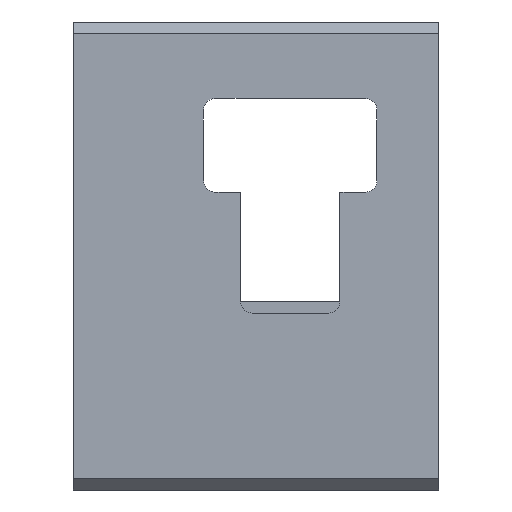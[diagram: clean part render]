
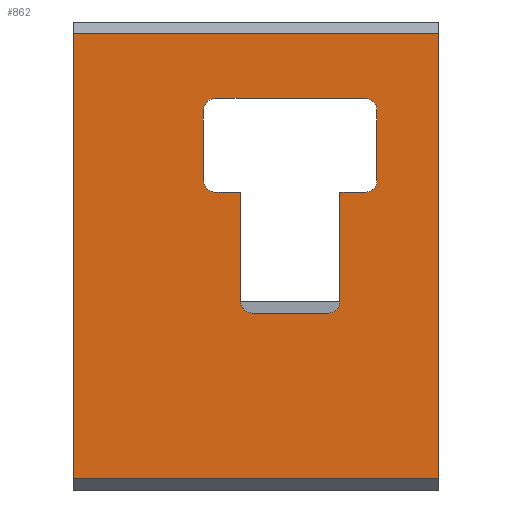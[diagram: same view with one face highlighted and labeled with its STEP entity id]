
A CAD part, left-side view. The second image highlights one B-rep face of the part: STEP entity #862.
In plain terms, the highlighted planar face has unit normal (-1, 0, 0).
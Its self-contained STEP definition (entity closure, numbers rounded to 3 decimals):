
#1 = CARTESIAN_POINT ( 'NONE',  ( 0., -4.825, 15.5 ) ) ;
#15 = AXIS2_PLACEMENT_3D ( 'NONE', #1318, #242, #1025 ) ;
#25 = CARTESIAN_POINT ( 'NONE',  ( 0., -13., 1. ) ) ;
#26 = VERTEX_POINT ( 'NONE', #1745 ) ;
#32 = CARTESIAN_POINT ( 'NONE',  ( 0., -7.6, 33.3 ) ) ;
#37 = EDGE_CURVE ( 'NONE', #91, #1753, #730, .T. ) ;
#42 = VERTEX_POINT ( 'NONE', #1590 ) ;
#44 = DIRECTION ( 'NONE',  ( 1., 0., 0. ) ) ;
#52 = DIRECTION ( 'NONE',  ( 0., -1., 0. ) ) ;
#66 = VECTOR ( 'NONE', #1905, 1000. ) ;
#67 = DIRECTION ( 'NONE',  ( 0., 0., -1. ) ) ;
#91 = VERTEX_POINT ( 'NONE', #123 ) ;
#95 = EDGE_CURVE ( 'NONE', #42, #987, #528, .T. ) ;
#107 = AXIS2_PLACEMENT_3D ( 'NONE', #588, #1071, #423 ) ;
#123 = CARTESIAN_POINT ( 'NONE',  ( 0., -13., 1. ) ) ;
#126 = VECTOR ( 'NONE', #1894, 1000. ) ;
#127 = ORIENTED_EDGE ( 'NONE', *, *, #1047, .T. ) ;
#135 = FACE_OUTER_BOUND ( 'NONE', #171, .T. ) ;
#141 = EDGE_CURVE ( 'NONE', #1399, #1322, #1146, .T. ) ;
#171 = EDGE_LOOP ( 'NONE', ( #1351, #999, #1947, #258 ) ) ;
#172 = ORIENTED_EDGE ( 'NONE', *, *, #141, .T. ) ;
#195 = CARTESIAN_POINT ( 'NONE',  ( 0., -4.35, 28.25 ) ) ;
#203 = LINE ( 'NONE', #605, #1411 ) ;
#205 = DIRECTION ( 'NONE',  ( 0., 0., 1. ) ) ;
#210 = DIRECTION ( 'NONE',  ( 0., 0., -1. ) ) ;
#240 = VERTEX_POINT ( 'NONE', #555 ) ;
#242 = DIRECTION ( 'NONE',  ( 1., 0., 0. ) ) ;
#248 = EDGE_CURVE ( 'NONE', #1753, #1261, #1592, .T. ) ;
#258 = ORIENTED_EDGE ( 'NONE', *, *, #1688, .T. ) ;
#272 = DIRECTION ( 'NONE',  ( 0., -1., 0. ) ) ;
#297 = DIRECTION ( 'NONE',  ( -1., 0., 0. ) ) ;
#342 = DIRECTION ( 'NONE',  ( 1., 0., 0. ) ) ;
#365 = EDGE_CURVE ( 'NONE', #1530, #1173, #1442, .T. ) ;
#379 = CARTESIAN_POINT ( 'NONE',  ( 0., 6.6, 34.3 ) ) ;
#381 = ORIENTED_EDGE ( 'NONE', *, *, #1274, .T. ) ;
#413 = DIRECTION ( 'NONE',  ( 0., 1., 0. ) ) ;
#423 = DIRECTION ( 'NONE',  ( 0., 0., -1. ) ) ;
#433 = VERTEX_POINT ( 'NONE', #450 ) ;
#445 = DIRECTION ( 'NONE',  ( 0., 1., 0. ) ) ;
#450 = CARTESIAN_POINT ( 'NONE',  ( 0., 4.35, 16.5 ) ) ;
#477 = EDGE_CURVE ( 'NONE', #1173, #433, #1022, .T. ) ;
#479 = ORIENTED_EDGE ( 'NONE', *, *, #365, .T. ) ;
#508 = VERTEX_POINT ( 'NONE', #1921 ) ;
#517 = LINE ( 'NONE', #195, #1910 ) ;
#526 = VERTEX_POINT ( 'NONE', #1899 ) ;
#528 = CIRCLE ( 'NONE', #107, 1. ) ;
#538 = VECTOR ( 'NONE', #1817, 1000. ) ;
#555 = CARTESIAN_POINT ( 'NONE',  ( 0., -4.35, 16.5 ) ) ;
#581 = ORIENTED_EDGE ( 'NONE', *, *, #1164, .T. ) ;
#582 = DIRECTION ( 'NONE',  ( 0., 1., 0. ) ) ;
#588 = CARTESIAN_POINT ( 'NONE',  ( 0., 6.6, 27.1 ) ) ;
#605 = CARTESIAN_POINT ( 'NONE',  ( 0., -7.6, 33.55 ) ) ;
#608 = PLANE ( 'NONE',  #1142 ) ;
#613 = DIRECTION ( 'NONE',  ( 0., 0., 1. ) ) ;
#617 = CARTESIAN_POINT ( 'NONE',  ( 0., 4.35, 33.05 ) ) ;
#623 = EDGE_CURVE ( 'NONE', #240, #1530, #1684, .T. ) ;
#640 = ORIENTED_EDGE ( 'NONE', *, *, #95, .T. ) ;
#641 = VECTOR ( 'NONE', #413, 1000. ) ;
#651 = FACE_BOUND ( 'NONE', #1108, .T. ) ;
#673 = VECTOR ( 'NONE', #272, 1000. ) ;
#690 = CIRCLE ( 'NONE', #15, 1. ) ;
#692 = CARTESIAN_POINT ( 'NONE',  ( 0., -6.6, 34.3 ) ) ;
#696 = CARTESIAN_POINT ( 'NONE',  ( 0., -13., 40. ) ) ;
#708 = CARTESIAN_POINT ( 'NONE',  ( 0., -3.35, 15.5 ) ) ;
#730 = LINE ( 'NONE', #25, #66 ) ;
#749 = AXIS2_PLACEMENT_3D ( 'NONE', #1311, #1148, #205 ) ;
#798 = DIRECTION ( 'NONE',  ( 1., 0., 0. ) ) ;
#819 = DIRECTION ( 'NONE',  ( 0., 0., -1. ) ) ;
#862 = ADVANCED_FACE ( 'NONE', ( #651, #135 ), #608, .T. ) ;
#890 = CARTESIAN_POINT ( 'NONE',  ( 0., 7.6, 27.1 ) ) ;
#916 = DIRECTION ( 'NONE',  ( 0., 0., -1. ) ) ;
#917 = CIRCLE ( 'NONE', #1555, 1. ) ;
#939 = LINE ( 'NONE', #1333, #641 ) ;
#952 = ORIENTED_EDGE ( 'NONE', *, *, #1297, .T. ) ;
#987 = VERTEX_POINT ( 'NONE', #890 ) ;
#999 = ORIENTED_EDGE ( 'NONE', *, *, #37, .T. ) ;
#1002 = DIRECTION ( 'NONE',  ( 0., -1., 0. ) ) ;
#1008 = CARTESIAN_POINT ( 'NONE',  ( 0., 19., 1. ) ) ;
#1011 = LINE ( 'NONE', #1095, #126 ) ;
#1022 = CIRCLE ( 'NONE', #1077, 1. ) ;
#1025 = DIRECTION ( 'NONE',  ( 0., 1., 0. ) ) ;
#1041 = CARTESIAN_POINT ( 'NONE',  ( 0., -6.6, 26.1 ) ) ;
#1047 = EDGE_CURVE ( 'NONE', #508, #42, #1558, .T. ) ;
#1071 = DIRECTION ( 'NONE',  ( 1., 0., 0. ) ) ;
#1077 = AXIS2_PLACEMENT_3D ( 'NONE', #1283, #798, #819 ) ;
#1092 = DIRECTION ( 'NONE',  ( 0., 0., 1. ) ) ;
#1095 = CARTESIAN_POINT ( 'NONE',  ( 0., -8.675, 26.1 ) ) ;
#1098 = DIRECTION ( 'NONE',  ( 0., 1., 0. ) ) ;
#1108 = EDGE_LOOP ( 'NONE', ( #172, #1303, #581, #381, #1116, #952, #1951, #479, #1493, #1544, #127, #640, #1568, #1195 ) ) ;
#1116 = ORIENTED_EDGE ( 'NONE', *, *, #1981, .T. ) ;
#1142 = AXIS2_PLACEMENT_3D ( 'NONE', #1231, #297, #613 ) ;
#1146 = LINE ( 'NONE', #2006, #673 ) ;
#1148 = DIRECTION ( 'NONE',  ( 1., 0., 0. ) ) ;
#1164 = EDGE_CURVE ( 'NONE', #1191, #26, #203, .T. ) ;
#1173 = VERTEX_POINT ( 'NONE', #1861 ) ;
#1186 = EDGE_CURVE ( 'NONE', #433, #508, #1386, .T. ) ;
#1191 = VERTEX_POINT ( 'NONE', #32 ) ;
#1195 = ORIENTED_EDGE ( 'NONE', *, *, #1444, .T. ) ;
#1225 = CARTESIAN_POINT ( 'NONE',  ( 0., -13., 40. ) ) ;
#1231 = CARTESIAN_POINT ( 'NONE',  ( 0., -13., 40. ) ) ;
#1261 = VERTEX_POINT ( 'NONE', #1276 ) ;
#1274 = EDGE_CURVE ( 'NONE', #26, #1841, #917, .T. ) ;
#1276 = CARTESIAN_POINT ( 'NONE',  ( 0., 19., 40. ) ) ;
#1283 = CARTESIAN_POINT ( 'NONE',  ( 0., 3.35, 16.5 ) ) ;
#1297 = EDGE_CURVE ( 'NONE', #526, #240, #517, .T. ) ;
#1303 = ORIENTED_EDGE ( 'NONE', *, *, #1720, .T. ) ;
#1311 = CARTESIAN_POINT ( 'NONE',  ( 0., -6.6, 33.3 ) ) ;
#1318 = CARTESIAN_POINT ( 'NONE',  ( 0., 6.6, 33.3 ) ) ;
#1322 = VERTEX_POINT ( 'NONE', #692 ) ;
#1333 = CARTESIAN_POINT ( 'NONE',  ( 0., -13., 1. ) ) ;
#1351 = ORIENTED_EDGE ( 'NONE', *, *, #1867, .F. ) ;
#1386 = LINE ( 'NONE', #617, #1704 ) ;
#1399 = VERTEX_POINT ( 'NONE', #379 ) ;
#1411 = VECTOR ( 'NONE', #916, 1000. ) ;
#1427 = AXIS2_PLACEMENT_3D ( 'NONE', #1923, #342, #52 ) ;
#1431 = CIRCLE ( 'NONE', #749, 1. ) ;
#1442 = LINE ( 'NONE', #1, #1766 ) ;
#1444 = EDGE_CURVE ( 'NONE', #1726, #1399, #690, .T. ) ;
#1476 = CARTESIAN_POINT ( 'NONE',  ( 0., 19., 1. ) ) ;
#1493 = ORIENTED_EDGE ( 'NONE', *, *, #477, .T. ) ;
#1499 = CARTESIAN_POINT ( 'NONE',  ( 0., 7.6, 36.65 ) ) ;
#1503 = VECTOR ( 'NONE', #67, 1000. ) ;
#1530 = VERTEX_POINT ( 'NONE', #708 ) ;
#1539 = CARTESIAN_POINT ( 'NONE',  ( 0., -3.2, 26.1 ) ) ;
#1544 = ORIENTED_EDGE ( 'NONE', *, *, #1186, .T. ) ;
#1548 = EDGE_CURVE ( 'NONE', #987, #1726, #1854, .T. ) ;
#1555 = AXIS2_PLACEMENT_3D ( 'NONE', #1629, #44, #1002 ) ;
#1558 = LINE ( 'NONE', #1539, #1805 ) ;
#1568 = ORIENTED_EDGE ( 'NONE', *, *, #1548, .T. ) ;
#1590 = CARTESIAN_POINT ( 'NONE',  ( 0., 6.6, 26.1 ) ) ;
#1592 = LINE ( 'NONE', #1225, #2031 ) ;
#1629 = CARTESIAN_POINT ( 'NONE',  ( 0., -6.6, 27.1 ) ) ;
#1648 = LINE ( 'NONE', #1008, #1503 ) ;
#1667 = VERTEX_POINT ( 'NONE', #1476 ) ;
#1684 = CIRCLE ( 'NONE', #1427, 1. ) ;
#1688 = EDGE_CURVE ( 'NONE', #1261, #1667, #1648, .T. ) ;
#1704 = VECTOR ( 'NONE', #1092, 1000. ) ;
#1720 = EDGE_CURVE ( 'NONE', #1322, #1191, #1431, .T. ) ;
#1726 = VERTEX_POINT ( 'NONE', #1934 ) ;
#1745 = CARTESIAN_POINT ( 'NONE',  ( 0., -7.6, 27.1 ) ) ;
#1753 = VERTEX_POINT ( 'NONE', #696 ) ;
#1766 = VECTOR ( 'NONE', #1098, 1000. ) ;
#1805 = VECTOR ( 'NONE', #582, 1000. ) ;
#1817 = DIRECTION ( 'NONE',  ( 0., 0., 1. ) ) ;
#1841 = VERTEX_POINT ( 'NONE', #1041 ) ;
#1854 = LINE ( 'NONE', #1499, #538 ) ;
#1861 = CARTESIAN_POINT ( 'NONE',  ( 0., 3.35, 15.5 ) ) ;
#1867 = EDGE_CURVE ( 'NONE', #91, #1667, #939, .T. ) ;
#1894 = DIRECTION ( 'NONE',  ( 0., 1., 0. ) ) ;
#1899 = CARTESIAN_POINT ( 'NONE',  ( 0., -4.35, 26.1 ) ) ;
#1905 = DIRECTION ( 'NONE',  ( 0., 0., 1. ) ) ;
#1910 = VECTOR ( 'NONE', #210, 1000. ) ;
#1921 = CARTESIAN_POINT ( 'NONE',  ( 0., 4.35, 26.1 ) ) ;
#1923 = CARTESIAN_POINT ( 'NONE',  ( 0., -3.35, 16.5 ) ) ;
#1934 = CARTESIAN_POINT ( 'NONE',  ( 0., 7.6, 33.3 ) ) ;
#1947 = ORIENTED_EDGE ( 'NONE', *, *, #248, .T. ) ;
#1951 = ORIENTED_EDGE ( 'NONE', *, *, #623, .T. ) ;
#1981 = EDGE_CURVE ( 'NONE', #1841, #526, #1011, .T. ) ;
#2006 = CARTESIAN_POINT ( 'NONE',  ( 0., -6.5, 34.3 ) ) ;
#2031 = VECTOR ( 'NONE', #445, 1000. ) ;
